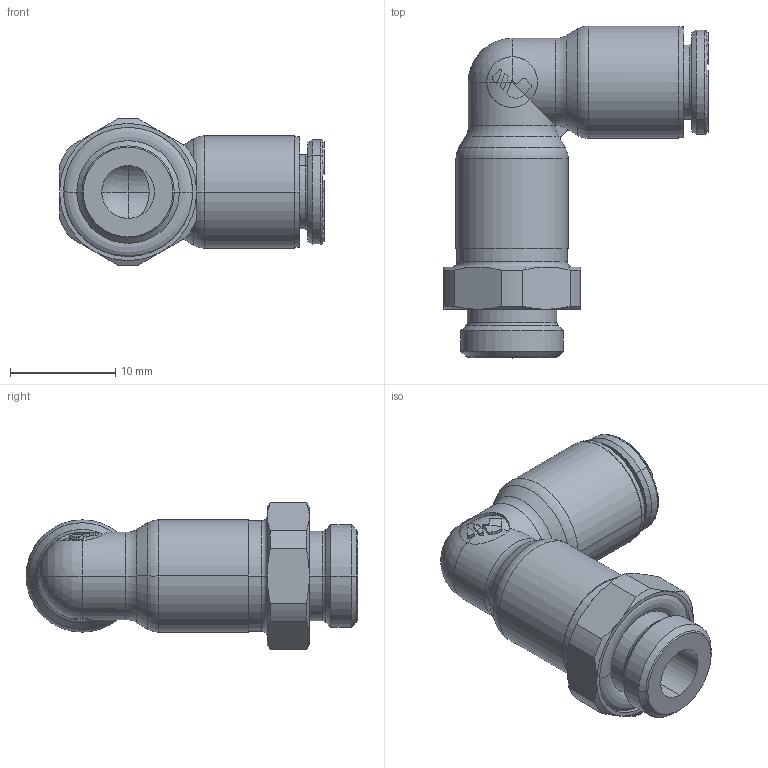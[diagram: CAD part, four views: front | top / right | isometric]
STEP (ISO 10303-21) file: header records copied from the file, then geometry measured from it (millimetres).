
FILE_DESCRIPTION(('STEP AP214'),'1');
FILE_NAME('6899_06_10.stp','2016-07-07T14:52:12',('TraceParts'),('TraceParts S.A.'),'Spatial InterOp 3D',' ',' ');
FILE_SCHEMA(('automotive_design'));
Length unit declared in the file: millimetre
Products named in the file (11): V899-06-10_ASM|Next assembly relationship#44106-64_ASM|Next assembly relationship#44106-26;44106-26; V899-06-10_ASM|Next assembly relationship#44106-64_ASM|Next assembly relationship#44106;44106; V899-06-10_ASM|Next assembly relationship#44106-64_ASM|Next assembly relationship#44106-27;44106-27; V899-06-10_ASM|Next assembly relationship#44106-64_ASM|Next assembly relationship#44126-20;44126-20; V899-06-10_ASM|Next assembly relationship#44516-02;44516-02; V899-06-10_ASM|Next assembly relationship#44106-11-10-ASM;44106-11-10-ASM; V899-06-10_ASM|Next assembly relationship#44210-15-69;44210-15-69; V899-06-10_ASM|Next assembly relationship#23954-24-ASM-8_5-12_25-0_9;23954-24-ASM-8_5-12_25-0_9
Bounding box: 25.12 x 31.48 x 13.98 mm (x, y, z)
Volume: 2403 mm3; surface area: 4582 mm2
Topology: 9 solids, 11 shells, 817 faces, 2088 edges, 1305 vertices
Faces by surface type: plane 334, cylinder 163, torus 136, cone 109, bspline 58, sphere 13, revolution 4
Entity records: 28107 total; most frequent: CARTESIAN_POINT 8331, ORIENTED_EDGE 4156, DIRECTION 4078, EDGE_CURVE 2082, AXIS2_PLACEMENT_3D 1518, VERTEX_POINT 1305, LINE 1038, VECTOR 1038
